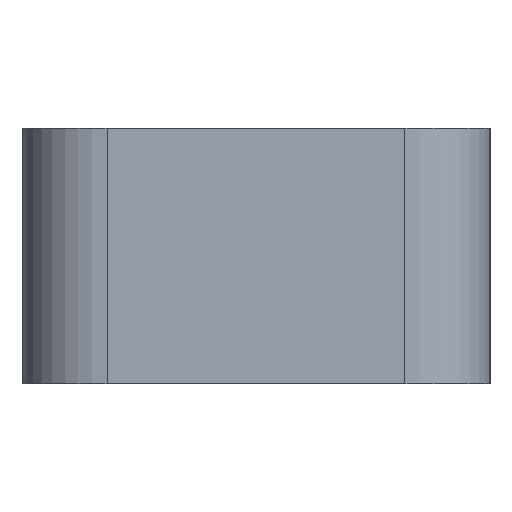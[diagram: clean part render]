
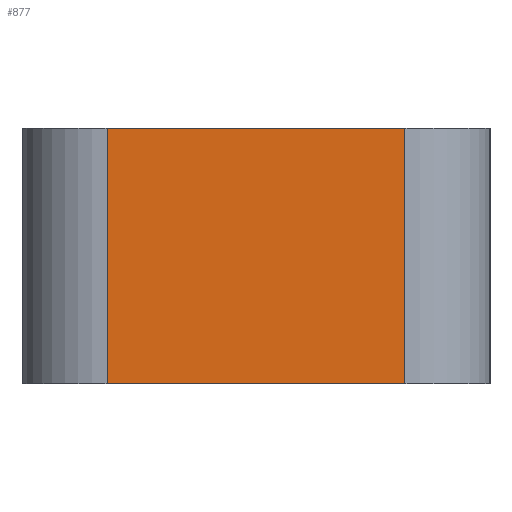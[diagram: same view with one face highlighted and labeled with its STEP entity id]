
A CAD part, left-side view. The second image highlights one B-rep face of the part: STEP entity #877.
In plain terms, the highlighted planar face has unit normal (-1, 0, 0).
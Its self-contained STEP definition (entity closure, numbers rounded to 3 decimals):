
#120=CARTESIAN_POINT('Vertex',(-190.22,13.776,30.)) ;
#123=CARTESIAN_POINT('Line Origine',(-190.22,-3.724,30.)) ;
#127=CARTESIAN_POINT('Vertex',(-190.22,-21.224,30.)) ;
#839=CARTESIAN_POINT('Vertex',(-190.22,13.776,0.)) ;
#842=CARTESIAN_POINT('Line Origine',(-190.22,13.776,15.)) ;
#854=CARTESIAN_POINT('Axis2P3D Location',(-190.22,13.776,0.)) ;
#859=CARTESIAN_POINT('Line Origine',(-190.22,-3.724,0.)) ;
#863=CARTESIAN_POINT('Vertex',(-190.22,-21.224,0.)) ;
#866=CARTESIAN_POINT('Line Origine',(-190.22,-21.224,15.)) ;
#124=DIRECTION('Vector Direction',(0.,-1.,0.)) ;
#843=DIRECTION('Vector Direction',(0.,0.,1.)) ;
#855=DIRECTION('Axis2P3D Direction',(-1.,0.,0.)) ;
#856=DIRECTION('Axis2P3D XDirection',(0.,-1.,0.)) ;
#860=DIRECTION('Vector Direction',(0.,-1.,0.)) ;
#867=DIRECTION('Vector Direction',(0.,0.,1.)) ;
#857=AXIS2_PLACEMENT_3D('Plane Axis2P3D',#854,#855,#856) ;
#872=ORIENTED_EDGE('',*,*,#846,.F.) ;
#873=ORIENTED_EDGE('',*,*,#865,.T.) ;
#874=ORIENTED_EDGE('',*,*,#870,.T.) ;
#875=ORIENTED_EDGE('',*,*,#129,.F.) ;
#125=VECTOR('Line Direction',#124,1.) ;
#844=VECTOR('Line Direction',#843,1.) ;
#861=VECTOR('Line Direction',#860,1.) ;
#868=VECTOR('Line Direction',#867,1.) ;
#877=ADVANCED_FACE('PartBody',(#876),#858,.T.) ;
#129=EDGE_CURVE('',#121,#128,#126,.T.) ;
#846=EDGE_CURVE('',#840,#121,#845,.T.) ;
#865=EDGE_CURVE('',#840,#864,#862,.T.) ;
#870=EDGE_CURVE('',#864,#128,#869,.T.) ;
#871=EDGE_LOOP('',(#872,#873,#874,#875)) ;
#876=FACE_OUTER_BOUND('',#871,.T.) ;
#126=LINE('Line',#123,#125) ;
#845=LINE('Line',#842,#844) ;
#862=LINE('Line',#859,#861) ;
#869=LINE('Line',#866,#868) ;
#858=PLANE('Plane',#857) ;
#121=VERTEX_POINT('',#120) ;
#128=VERTEX_POINT('',#127) ;
#840=VERTEX_POINT('',#839) ;
#864=VERTEX_POINT('',#863) ;
